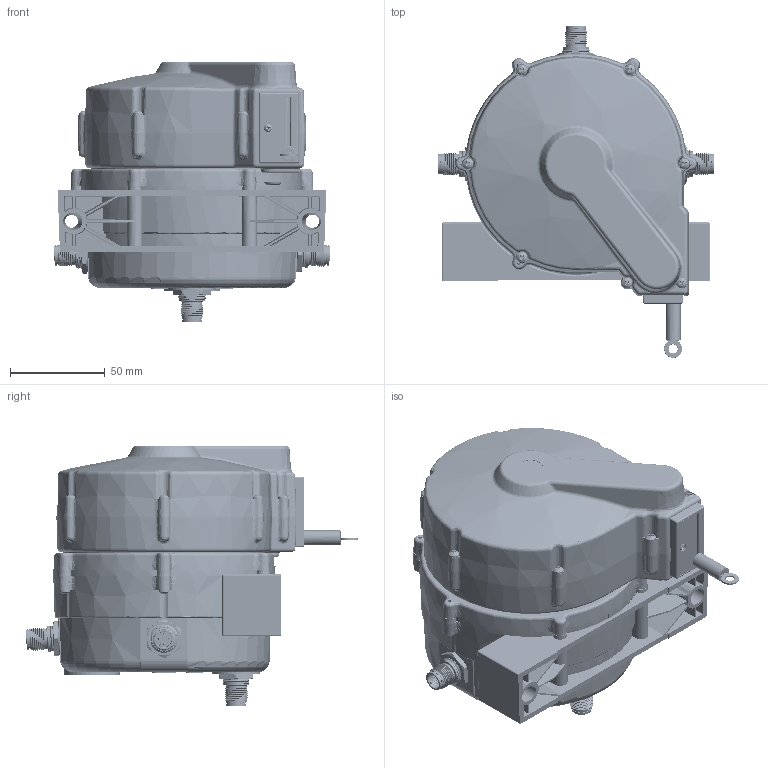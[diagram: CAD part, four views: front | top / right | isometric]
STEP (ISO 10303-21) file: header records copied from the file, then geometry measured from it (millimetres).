
FILE_DESCRIPTION(/* description */ (''),/* implementation_level */ '2;1');
FILE_NAME(/* name */ 'jx-hm-400-3.stp',/* time_stamp */ '2024-05-08T10:48:23-07:00',/* author */ ('JessRP'),/* organization */ (''),/* preprocessor_version */ 'ST-DEVELOPER v18',/* originating_system */ 'Autodesk Inventor 2020',/* authorisation */ '');
FILE_SCHEMA (('AUTOMOTIVE_DESIGN { 1 0 10303 214 3 1 1 }'));
Length unit declared in the file: inch
Products named in the file (1): jx-hm-400-3
Bounding box: 145.58 x 175.09 x 137.33 mm (x, y, z)
Volume: 1224143.6 mm3; surface area: 146486.5 mm2
Topology: 1 solids, 44 shells, 2722 faces, 7501 edges, 4948 vertices
Faces by surface type: plane 1044, bspline 631, cylinder 573, cone 300, torus 121, sphere 53
Full cylindrical faces by diameter (mm): 0.254 x2, 0.864 x1, 1 x16, 1.587 x1, 1.627 x3, 2.134 x104, 2.184 x2, 2.413 x13, 2.819 x91, 3.988 x1, 4.242 x1, 4.826 x1, 5.563 x13, 6.756 x1, 7.938 x2, 8.3 x4, 9.5 x8, 9.6 x8, 10.6 x8, 10.917 x28, 13.5 x4
Entity records: 207991 total; most frequent: CARTESIAN_POINT 141832, ORIENTED_EDGE 14930, DIRECTION 10699, EDGE_CURVE 7465, VERTEX_POINT 4948, AXIS2_PLACEMENT_3D 3976, EDGE_LOOP 2887, LINE 2747
